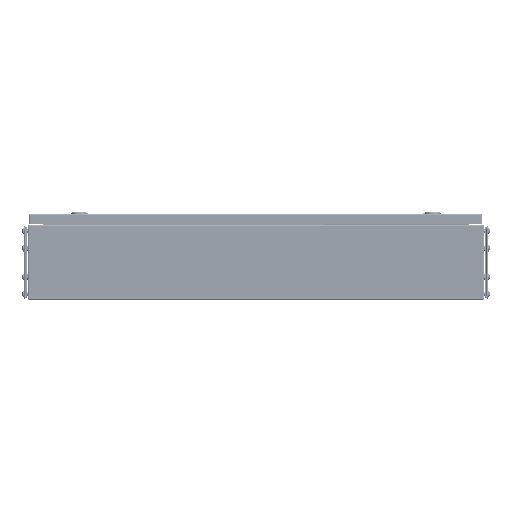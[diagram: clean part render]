
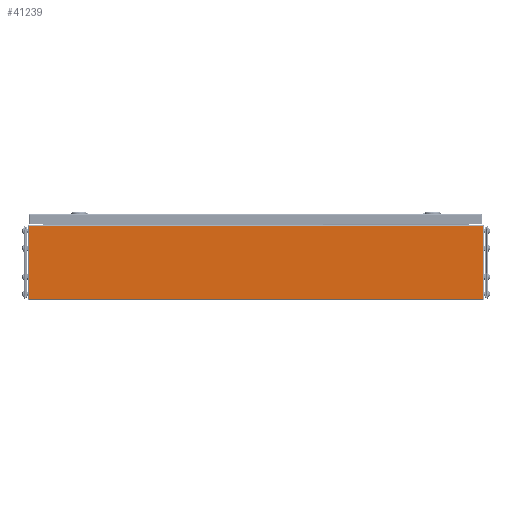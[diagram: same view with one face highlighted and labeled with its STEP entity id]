
A CAD part, left-side view. The second image highlights one B-rep face of the part: STEP entity #41239.
In plain terms, the highlighted planar face has unit normal (-1, 0, 0).
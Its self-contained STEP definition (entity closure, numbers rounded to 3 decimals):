
#336 = LINE ( 'NONE', #1144, #52209 ) ;
#1144 = CARTESIAN_POINT ( 'NONE',  ( -200., 395.5, 0. ) ) ;
#4081 = CARTESIAN_POINT ( 'NONE',  ( -200., 395.5, 1. ) ) ;
#6790 = DIRECTION ( 'NONE',  ( 0., 1., 0. ) ) ;
#6796 = VECTOR ( 'NONE', #6790, 1000. ) ;
#8095 = CARTESIAN_POINT ( 'NONE',  ( -200., 395.5, 127.5 ) ) ;
#10586 = DIRECTION ( 'NONE',  ( 0., 0., 1. ) ) ;
#12796 = CARTESIAN_POINT ( 'NONE',  ( -200., -395.5, 1. ) ) ;
#15029 = DIRECTION ( 'NONE',  ( 1., 0., 0. ) ) ;
#16022 = CARTESIAN_POINT ( 'NONE',  ( -200., -395.5, 0. ) ) ;
#19172 = CARTESIAN_POINT ( 'NONE',  ( -200., -395.5, 127.5 ) ) ;
#19313 = EDGE_CURVE ( 'NONE', #29136, #73715, #336, .T. ) ;
#23875 = ORIENTED_EDGE ( 'NONE', *, *, #59522, .F. ) ;
#28658 = EDGE_CURVE ( 'NONE', #63531, #65206, #67706, .T. ) ;
#29136 = VERTEX_POINT ( 'NONE', #8095 ) ;
#30235 = EDGE_CURVE ( 'NONE', #65206, #29136, #45047, .T. ) ;
#39769 = ORIENTED_EDGE ( 'NONE', *, *, #19313, .T. ) ;
#40372 = DIRECTION ( 'NONE',  ( 0., 0., -1. ) ) ;
#41239 = ADVANCED_FACE ( 'NONE', ( #66313 ), #41721, .F. ) ;
#41721 = PLANE ( 'NONE',  #54613 ) ;
#43802 = DIRECTION ( 'NONE',  ( 0., 1., 0. ) ) ;
#45047 = LINE ( 'NONE', #19172, #61421 ) ;
#52209 = VECTOR ( 'NONE', #40372, 1000. ) ;
#54613 = AXIS2_PLACEMENT_3D ( 'NONE', #66717, #15029, #60077 ) ;
#59522 = EDGE_CURVE ( 'NONE', #63531, #73715, #69746, .T. ) ;
#59605 = ORIENTED_EDGE ( 'NONE', *, *, #28658, .T. ) ;
#60077 = DIRECTION ( 'NONE',  ( 0., 0., -1. ) ) ;
#60425 = EDGE_LOOP ( 'NONE', ( #64522, #39769, #23875, #59605 ) ) ;
#61421 = VECTOR ( 'NONE', #43802, 1000. ) ;
#63531 = VERTEX_POINT ( 'NONE', #12796 ) ;
#64522 = ORIENTED_EDGE ( 'NONE', *, *, #30235, .T. ) ;
#65206 = VERTEX_POINT ( 'NONE', #78186 ) ;
#66313 = FACE_OUTER_BOUND ( 'NONE', #60425, .T. ) ;
#66717 = CARTESIAN_POINT ( 'NONE',  ( -200., 0., 0. ) ) ;
#67706 = LINE ( 'NONE', #16022, #81360 ) ;
#69746 = LINE ( 'NONE', #70537, #6796 ) ;
#70537 = CARTESIAN_POINT ( 'NONE',  ( -200., 395.5, 1. ) ) ;
#73715 = VERTEX_POINT ( 'NONE', #4081 ) ;
#78186 = CARTESIAN_POINT ( 'NONE',  ( -200., -395.5, 127.5 ) ) ;
#81360 = VECTOR ( 'NONE', #10586, 1000. ) ;
